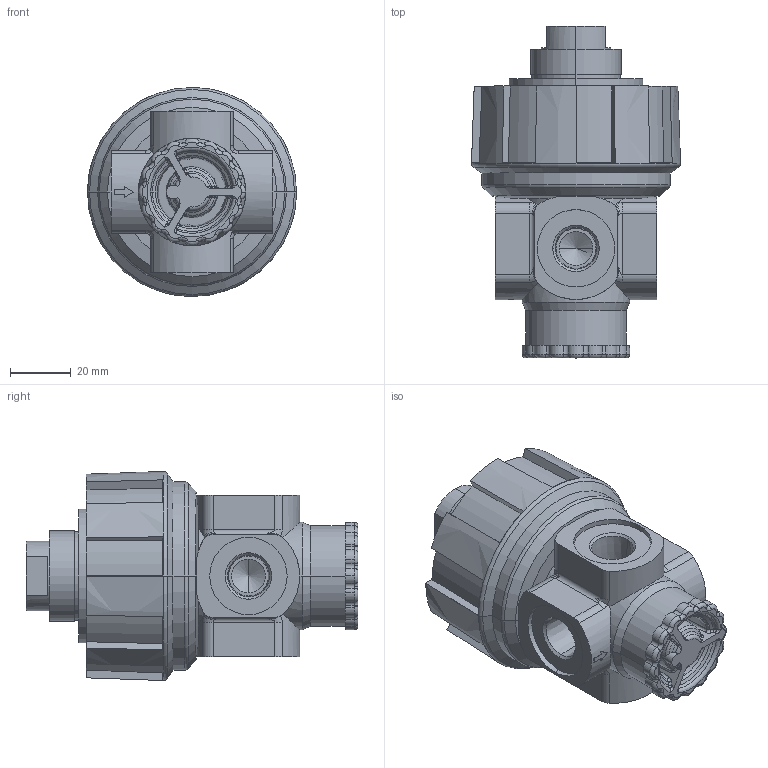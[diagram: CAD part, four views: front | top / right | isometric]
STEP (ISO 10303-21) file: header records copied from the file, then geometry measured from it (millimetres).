
FILE_DESCRIPTION (( 'STEP AP214' ), '1' );
FILE_NAME ('Norgren-R24-201-RNXA.step', '2019-03-04T20:31:08', ( '' ), ( '' ), 'SwSTEP 2.0', 'SolidWorks 2019', '' );
FILE_SCHEMA (( 'AUTOMOTIVE_DESIGN' ));
Length unit declared in the file: millimetre
Products named in the file (5): Norgren-R24-201-RNXA_R24US_Cap; Norgren-R24-201-RNXA_R24US_Washer-Split; Norgren-R24-201-RNXA; Norgren-R24-201-RNXA_R24US_Plug1; Norgren-R24-201-RNXA_R24US_Body-Regulator1_1-4 PTF_PILOT
Assembly tree (4 placements, depth 2):
  Norgren-R24-201-RNXA
    Norgren-R24-201-RNXA_R24US_Body-Regulator1_1-4 PTF_PILOT
    Norgren-R24-201-RNXA_R24US_Washer-Split
    Norgren-R24-201-RNXA_R24US_Cap
    Norgren-R24-201-RNXA_R24US_Plug1
Bounding box: 68.62 x 108.94 x 68.62 mm (x, y, z)
Volume: 184854.7 mm3; surface area: 46628.1 mm2
Topology: 4 solids, 4 shells, 446 faces, 1090 edges, 669 vertices
Faces by surface type: cylinder 132, bspline 98, plane 88, torus 71, cone 57
Entity records: 16933 total; most frequent: CARTESIAN_POINT 6046, ORIENTED_EDGE 2160, DIRECTION 2065, EDGE_CURVE 1080, AXIS2_PLACEMENT_3D 890, VERTEX_POINT 669, CIRCLE 535, EDGE_LOOP 477
